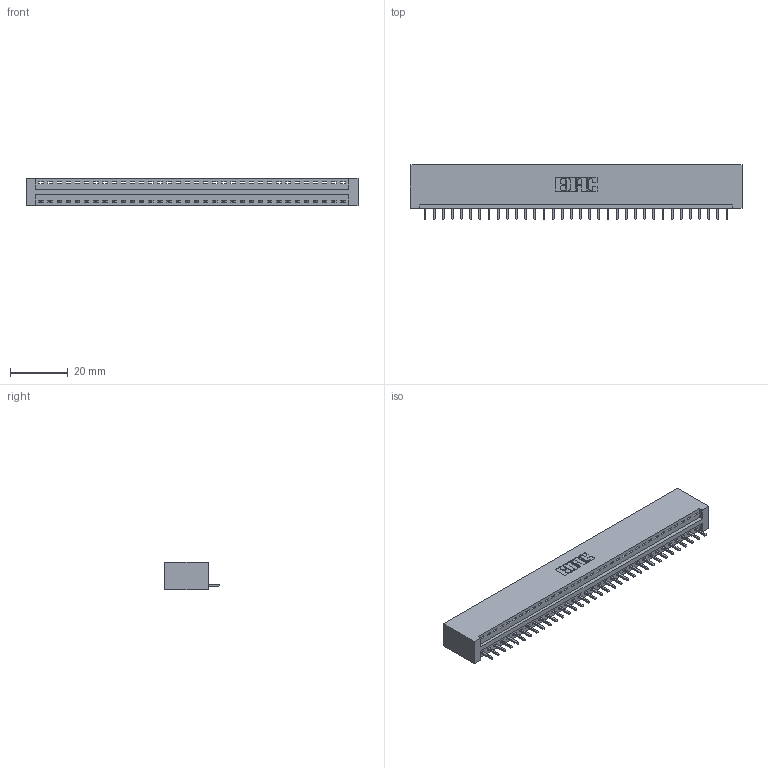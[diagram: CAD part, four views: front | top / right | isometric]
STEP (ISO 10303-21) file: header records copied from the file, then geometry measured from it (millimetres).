
FILE_DESCRIPTION (( 'STEP AP203' ), '1' );
FILE_NAME ('346-034-521-101.STEP', '2018-08-23T21:51:40', ( '' ), ( '' ), 'SwSTEP 2.0', 'SolidWorks 2016', '' );
FILE_SCHEMA (( 'CONFIG_CONTROL_DESIGN' ));
Length unit declared in the file: inch
Products named in the file (3): 346 Part_No Mounting Lugs; 345-292-001_345-293-121; 346-034-521-101
Assembly tree (35 placements, depth 2):
  346-034-521-101
    346 Part_No Mounting Lugs
    345-292-001_345-293-121  x34
Bounding box: 115.19 x 19.05 x 9.4 mm (x, y, z)
Volume: 11423.7 mm3; surface area: 13882.2 mm2
Topology: 35 solids, 35 shells, 2086 faces, 6289 edges, 4146 vertices
Faces by surface type: plane 1432, cylinder 654
Entity records: 21919 total; most frequent: CARTESIAN_POINT 3766, ORIENTED_EDGE 3734, DIRECTION 3327, EDGE_CURVE 1867, VECTOR 1607, LINE 1607, VERTEX_POINT 1242, AXIS2_PLACEMENT_3D 860
